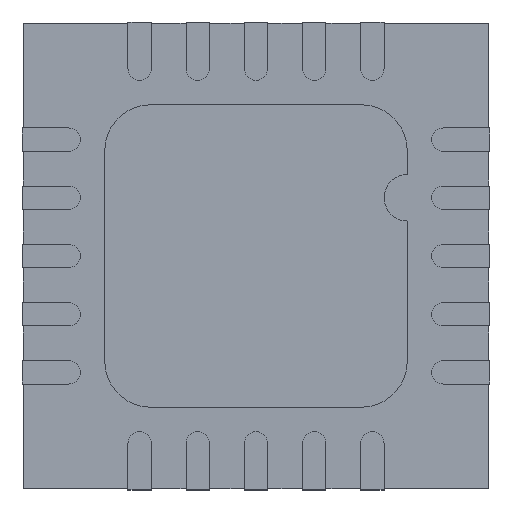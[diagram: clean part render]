
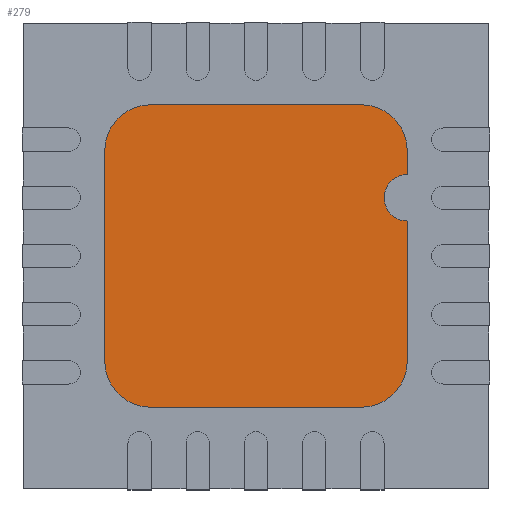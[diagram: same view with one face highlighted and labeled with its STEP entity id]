
A CAD part, top view. The second image highlights one B-rep face of the part: STEP entity #279.
In plain terms, the highlighted face is planar.
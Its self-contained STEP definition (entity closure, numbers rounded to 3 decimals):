
#141=FACE_OUTER_BOUND('',#539,.T.);
#279=ADVANCED_FACE('',(#141),#418,.T.);
#418=PLANE('',#2950);
#539=EDGE_LOOP('',(#935,#936,#937,#938,#939,#940,#941,#942,#943,#944));
#694=CIRCLE('',#2945,0.2);
#695=CIRCLE('',#2946,0.4);
#696=CIRCLE('',#2947,0.4);
#697=CIRCLE('',#2948,0.4);
#698=CIRCLE('',#2949,0.4);
#935=ORIENTED_EDGE('',*,*,#1976,.F.);
#936=ORIENTED_EDGE('',*,*,#1967,.T.);
#937=ORIENTED_EDGE('',*,*,#1977,.T.);
#938=ORIENTED_EDGE('',*,*,#1970,.T.);
#939=ORIENTED_EDGE('',*,*,#1978,.T.);
#940=ORIENTED_EDGE('',*,*,#1974,.T.);
#941=ORIENTED_EDGE('',*,*,#1979,.T.);
#942=ORIENTED_EDGE('',*,*,#1965,.T.);
#943=ORIENTED_EDGE('',*,*,#1980,.T.);
#944=ORIENTED_EDGE('',*,*,#1928,.T.);
#1645=VERTEX_POINT('',#4111);
#1646=VERTEX_POINT('',#4113);
#1669=VERTEX_POINT('',#4176);
#1670=VERTEX_POINT('',#4178);
#1671=VERTEX_POINT('',#4182);
#1672=VERTEX_POINT('',#4183);
#1673=VERTEX_POINT('',#4188);
#1674=VERTEX_POINT('',#4189);
#1675=VERTEX_POINT('',#4194);
#1676=VERTEX_POINT('',#4196);
#1928=EDGE_CURVE('',#1646,#1645,#2307,.T.);
#1965=EDGE_CURVE('',#1670,#1669,#2343,.T.);
#1967=EDGE_CURVE('',#1671,#1672,#2345,.T.);
#1970=EDGE_CURVE('',#1673,#1674,#2348,.T.);
#1974=EDGE_CURVE('',#1676,#1675,#2352,.T.);
#1976=EDGE_CURVE('',#1671,#1645,#694,.T.);
#1977=EDGE_CURVE('',#1672,#1673,#695,.T.);
#1978=EDGE_CURVE('',#1674,#1676,#696,.T.);
#1979=EDGE_CURVE('',#1675,#1670,#697,.T.);
#1980=EDGE_CURVE('',#1669,#1646,#698,.T.);
#2307=LINE('',#4112,#2659);
#2343=LINE('',#4177,#2695);
#2345=LINE('',#4181,#2697);
#2348=LINE('',#4187,#2700);
#2352=LINE('',#4195,#2704);
#2659=VECTOR('',#3264,1.);
#2695=VECTOR('',#3310,1.);
#2697=VECTOR('',#3314,1.);
#2700=VECTOR('',#3319,1.);
#2704=VECTOR('',#3325,1.);
#2945=AXIS2_PLACEMENT_3D('',#4199,#3329,#3330);
#2946=AXIS2_PLACEMENT_3D('',#4200,#3331,#3332);
#2947=AXIS2_PLACEMENT_3D('',#4201,#3333,#3334);
#2948=AXIS2_PLACEMENT_3D('',#4202,#3335,#3336);
#2949=AXIS2_PLACEMENT_3D('',#4203,#3337,#3338);
#2950=AXIS2_PLACEMENT_3D('',#4204,#3339,#3340);
#3264=DIRECTION('',(1.,0.,0.));
#3310=DIRECTION('',(0.,1.,0.));
#3314=DIRECTION('',(1.,0.,0.));
#3319=DIRECTION('',(0.,-1.,0.));
#3325=DIRECTION('',(-1.,0.,0.));
#3329=DIRECTION('',(0.,0.,-1.));
#3330=DIRECTION('',(0.,1.,0.));
#3331=DIRECTION('',(0.,0.,-1.));
#3332=DIRECTION('',(0.,1.,0.));
#3333=DIRECTION('',(0.,0.,-1.));
#3334=DIRECTION('',(0.,1.,0.));
#3335=DIRECTION('',(0.,0.,-1.));
#3336=DIRECTION('',(0.,1.,0.));
#3337=DIRECTION('',(0.,0.,-1.));
#3338=DIRECTION('',(0.,1.,0.));
#3339=DIRECTION('',(0.,0.,-1.));
#3340=DIRECTION('',(0.,1.,0.));
#4111=CARTESIAN_POINT('',(0.3,1.3,0.));
#4112=CARTESIAN_POINT('',(-1.3,1.3,0.));
#4113=CARTESIAN_POINT('',(-0.9,1.3,0.));
#4176=CARTESIAN_POINT('',(-1.3,0.9,0.));
#4177=CARTESIAN_POINT('',(-1.3,-1.3,0.));
#4178=CARTESIAN_POINT('',(-1.3,-0.9,0.));
#4181=CARTESIAN_POINT('',(-1.3,1.3,0.));
#4182=CARTESIAN_POINT('',(0.7,1.3,0.));
#4183=CARTESIAN_POINT('',(0.9,1.3,0.));
#4187=CARTESIAN_POINT('',(1.3,1.3,0.));
#4188=CARTESIAN_POINT('',(1.3,0.9,0.));
#4189=CARTESIAN_POINT('',(1.3,-0.9,0.));
#4194=CARTESIAN_POINT('',(-0.9,-1.3,0.));
#4195=CARTESIAN_POINT('',(1.3,-1.3,0.));
#4196=CARTESIAN_POINT('',(0.9,-1.3,0.));
#4199=CARTESIAN_POINT('',(0.5,1.3,0.));
#4200=CARTESIAN_POINT('',(0.9,0.9,0.));
#4201=CARTESIAN_POINT('',(0.9,-0.9,0.));
#4202=CARTESIAN_POINT('',(-0.9,-0.9,0.));
#4203=CARTESIAN_POINT('',(-0.9,0.9,0.));
#4204=CARTESIAN_POINT('',(0.,0.,0.));
